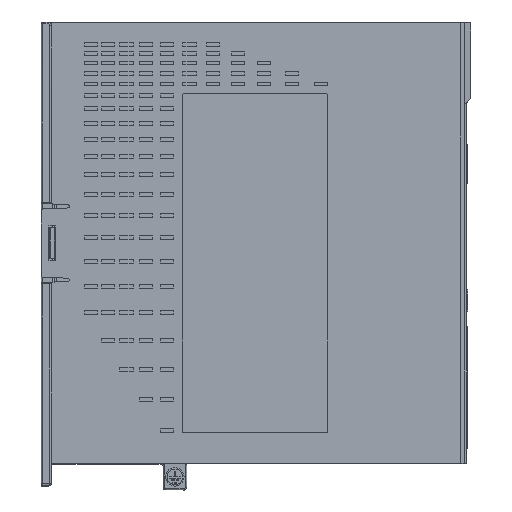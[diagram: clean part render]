
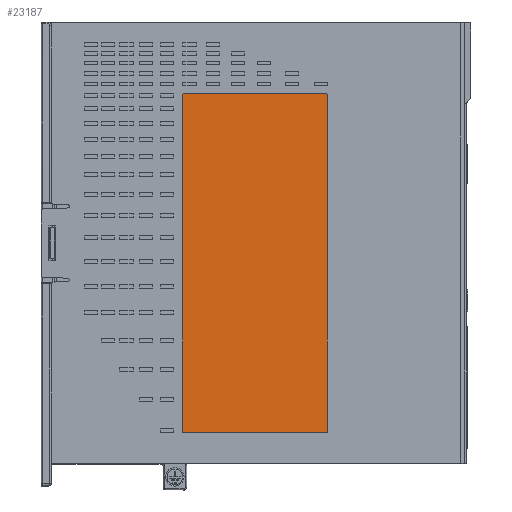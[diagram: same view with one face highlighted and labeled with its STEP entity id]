
A CAD part, left-side view. The second image highlights one B-rep face of the part: STEP entity #23187.
In plain terms, the highlighted planar face has unit normal (-1, 0, 0).
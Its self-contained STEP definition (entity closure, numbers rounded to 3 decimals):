
#2493=(
BOUNDED_CURVE()
B_SPLINE_CURVE(2,(#148940,#148941,#148942),.UNSPECIFIED.,.F.,.F.)
B_SPLINE_CURVE_WITH_KNOTS((3,3),(-0.314,0.),.UNSPECIFIED.)
CURVE()
GEOMETRIC_REPRESENTATION_ITEM()
RATIONAL_B_SPLINE_CURVE((1.,0.707,1.))
REPRESENTATION_ITEM('')
);
#2494=(
BOUNDED_CURVE()
B_SPLINE_CURVE(2,(#148945,#148946,#148947),.UNSPECIFIED.,.F.,.F.)
B_SPLINE_CURVE_WITH_KNOTS((3,3),(0.,0.314),.UNSPECIFIED.)
CURVE()
GEOMETRIC_REPRESENTATION_ITEM()
RATIONAL_B_SPLINE_CURVE((1.,0.707,1.))
REPRESENTATION_ITEM('')
);
#2495=(
BOUNDED_CURVE()
B_SPLINE_CURVE(2,(#148950,#148951,#148952),.UNSPECIFIED.,.F.,.F.)
B_SPLINE_CURVE_WITH_KNOTS((3,3),(0.,0.314),.UNSPECIFIED.)
CURVE()
GEOMETRIC_REPRESENTATION_ITEM()
RATIONAL_B_SPLINE_CURVE((1.,0.707,1.))
REPRESENTATION_ITEM('')
);
#23187=ADVANCED_FACE('',(#27905),#127979,.T.);
#27905=FACE_OUTER_BOUND('',#32635,.T.);
#32635=EDGE_LOOP('',(#40380,#40381,#40382,#40383,#40384,#40385,#40386,#40387));
#40380=ORIENTED_EDGE('',*,*,#64405,.T.);
#40381=ORIENTED_EDGE('',*,*,#64406,.T.);
#40382=ORIENTED_EDGE('',*,*,#64407,.T.);
#40383=ORIENTED_EDGE('',*,*,#64408,.T.);
#40384=ORIENTED_EDGE('',*,*,#64409,.T.);
#40385=ORIENTED_EDGE('',*,*,#64410,.T.);
#40386=ORIENTED_EDGE('',*,*,#64411,.T.);
#40387=ORIENTED_EDGE('',*,*,#64412,.T.);
#64405=EDGE_CURVE('',#106548,#106549,#88283,.T.);
#64406=EDGE_CURVE('',#106549,#106550,#2493,.T.);
#64407=EDGE_CURVE('',#106550,#106551,#88284,.T.);
#64408=EDGE_CURVE('',#106551,#106552,#2494,.T.);
#64409=EDGE_CURVE('',#106552,#106553,#88285,.T.);
#64410=EDGE_CURVE('',#106553,#106554,#2495,.T.);
#64411=EDGE_CURVE('',#106554,#106555,#88286,.T.);
#64412=EDGE_CURVE('',#106555,#106548,#88287,.T.);
#88283=B_SPLINE_CURVE_WITH_KNOTS('',1,(#148938,#148939),.UNSPECIFIED.,.F.,
 .F.,(2,2),(-128.6,0.),.UNSPECIFIED.);
#88284=B_SPLINE_CURVE_WITH_KNOTS('',1,(#148943,#148944),.UNSPECIFIED.,.F.,
 .F.,(2,2),(-54.6,0.),.UNSPECIFIED.);
#88285=B_SPLINE_CURVE_WITH_KNOTS('',1,(#148948,#148949),.UNSPECIFIED.,.F.,
 .F.,(2,2),(-128.6,0.),.UNSPECIFIED.);
#88286=B_SPLINE_CURVE_WITH_KNOTS('',1,(#148953,#148954),.UNSPECIFIED.,.F.,
 .F.,(2,2),(-54.6,0.),.UNSPECIFIED.);
#88287=B_SPLINE_CURVE_WITH_KNOTS('',4,(#148955,#148956,#148957,#148958,
#148959),.UNSPECIFIED.,.F.,.F.,(5,5),(-0.157,0.157),
 .UNSPECIFIED.);
#106548=VERTEX_POINT('',#148930);
#106549=VERTEX_POINT('',#148931);
#106550=VERTEX_POINT('',#148932);
#106551=VERTEX_POINT('',#148933);
#106552=VERTEX_POINT('',#148934);
#106553=VERTEX_POINT('',#148935);
#106554=VERTEX_POINT('',#148936);
#106555=VERTEX_POINT('',#148937);
#127979=PLANE('',#130901);
#130901=AXIS2_PLACEMENT_3D('',#148929,#133806,$);
#133806=DIRECTION('',(-1.,0.,0.));
#148929=CARTESIAN_POINT('',(76.604,22.11,106.144));
#148930=CARTESIAN_POINT('',(76.604,16.592,93.026));
#148931=CARTESIAN_POINT('',(76.604,16.592,-35.574));
#148932=CARTESIAN_POINT('',(76.604,16.392,-35.774));
#148933=CARTESIAN_POINT('',(76.604,-38.208,-35.774));
#148934=CARTESIAN_POINT('',(76.604,-38.408,-35.574));
#148935=CARTESIAN_POINT('',(76.604,-38.408,93.026));
#148936=CARTESIAN_POINT('',(76.604,-38.208,93.226));
#148937=CARTESIAN_POINT('',(76.604,16.392,93.226));
#148938=CARTESIAN_POINT('',(76.604,16.592,93.026));
#148939=CARTESIAN_POINT('',(76.604,16.592,-35.574));
#148940=CARTESIAN_POINT('',(76.604,16.592,-35.574));
#148941=CARTESIAN_POINT('',(76.604,16.592,-35.774));
#148942=CARTESIAN_POINT('',(76.604,16.392,-35.774));
#148943=CARTESIAN_POINT('',(76.604,16.392,-35.774));
#148944=CARTESIAN_POINT('',(76.604,-38.208,-35.774));
#148945=CARTESIAN_POINT('',(76.604,-38.208,-35.774));
#148946=CARTESIAN_POINT('',(76.604,-38.408,-35.774));
#148947=CARTESIAN_POINT('',(76.604,-38.408,-35.574));
#148948=CARTESIAN_POINT('',(76.604,-38.408,-35.574));
#148949=CARTESIAN_POINT('',(76.604,-38.408,93.026));
#148950=CARTESIAN_POINT('',(76.604,-38.408,93.026));
#148951=CARTESIAN_POINT('',(76.604,-38.408,93.226));
#148952=CARTESIAN_POINT('',(76.604,-38.208,93.226));
#148953=CARTESIAN_POINT('',(76.604,-38.208,93.226));
#148954=CARTESIAN_POINT('',(76.604,16.392,93.226));
#148955=CARTESIAN_POINT('',(76.604,16.392,93.226));
#148956=CARTESIAN_POINT('',(76.604,16.471,93.226));
#148957=CARTESIAN_POINT('',(76.604,16.55,93.184));
#148958=CARTESIAN_POINT('',(76.604,16.592,93.104));
#148959=CARTESIAN_POINT('',(76.604,16.592,93.026));
